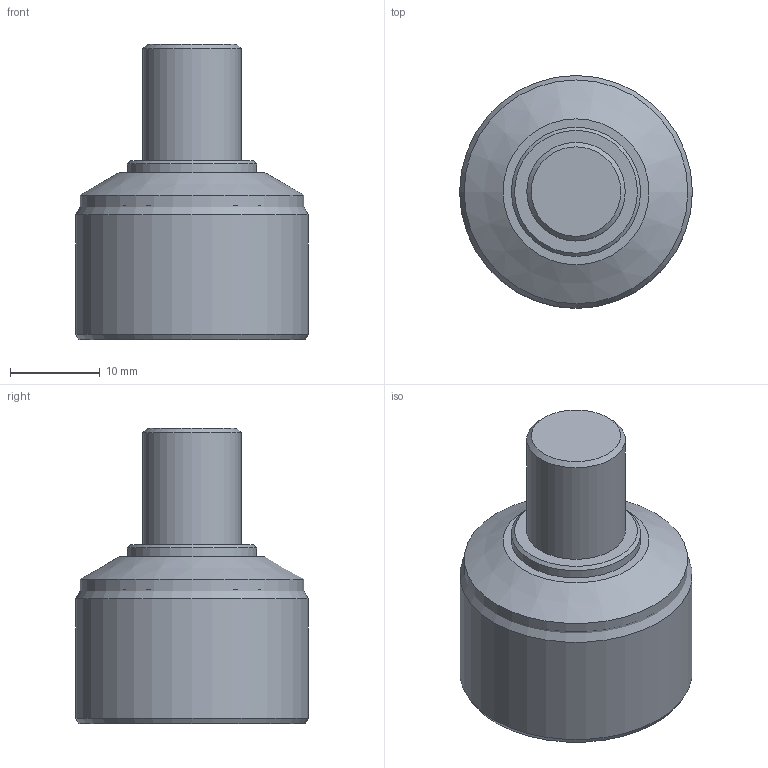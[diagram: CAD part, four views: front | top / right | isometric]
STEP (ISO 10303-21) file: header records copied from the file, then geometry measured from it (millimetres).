
FILE_DESCRIPTION(/* description */ (''),/* implementation_level */ '2;1');
FILE_NAME(/* name */ 'PF84-26H6-EN1.stp',/* time_stamp */ '2018-03-16T14:54:27+05:00',/* author */ (''),/* organization */ (''),/* preprocessor_version */ 'ST-DEVELOPER v16',/* originating_system */ 'SIEMENS PLM Software NX 11.0',/* authorisation */ '');
FILE_SCHEMA (('AUTOMOTIVE_DESIGN { 1 0 10303 214 3 1 1 1 }'));
Length unit declared in the file: millimetre
Products named in the file (1): inpuE848ofbt
Bounding box: 26 x 26 x 33.01 mm (x, y, z)
Volume: 13807.8 mm3; surface area: 5482.1 mm2
Topology: 3 solids, 3 shells, 18 faces, 30 edges, 19 vertices
Faces by surface type: plane 7, cone 6, cylinder 5
Full cylindrical faces by diameter (mm): 11 x1, 14.429 x1, 19 x1, 25 x1, 26 x1
Entity records: 420 total; most frequent: DIRECTION 76, CARTESIAN_POINT 54, AXIS2_PLACEMENT_3D 38, EDGE_LOOP 32, ORIENTED_EDGE 32, FACE_BOUND 28, ADVANCED_FACE 18, VERTEX_POINT 16
